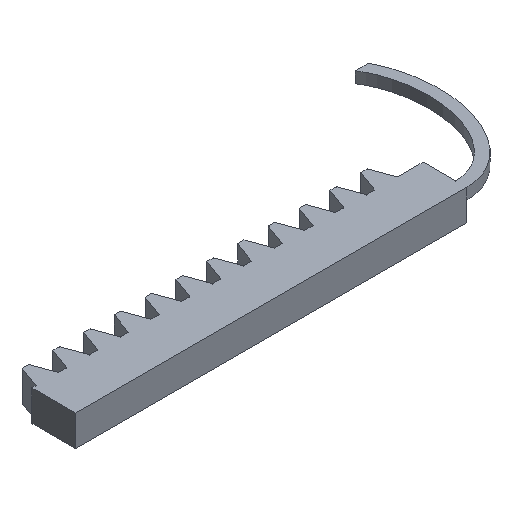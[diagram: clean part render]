
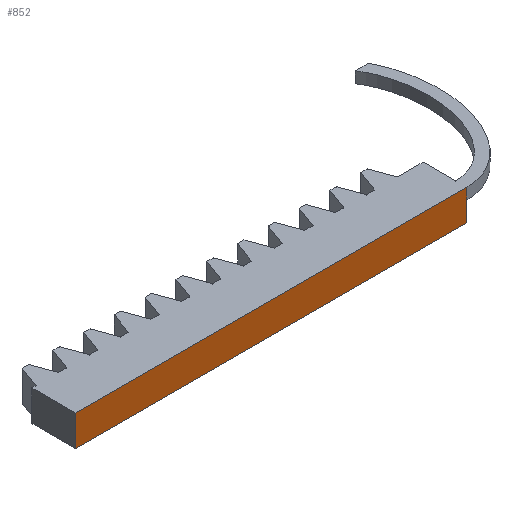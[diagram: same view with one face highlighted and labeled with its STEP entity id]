
A CAD part, isometric view. The second image highlights one B-rep face of the part: STEP entity #852.
In plain terms, the highlighted planar face has unit normal (0, -1, 0).
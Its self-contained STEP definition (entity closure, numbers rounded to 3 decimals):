
#63 = CARTESIAN_POINT ( 'NONE',  ( 33., 0., 0. ) ) ;
#100 = LINE ( 'NONE', #695, #171 ) ;
#130 = EDGE_CURVE ( 'NONE', #1478, #1258, #1596, .T. ) ;
#151 = EDGE_CURVE ( 'NONE', #1478, #532, #1741, .T. ) ;
#171 = VECTOR ( 'NONE', #542, 1000. ) ;
#186 = DIRECTION ( 'NONE',  ( -1., 0., 0. ) ) ;
#199 = DIRECTION ( 'NONE',  ( 0., 0., 1. ) ) ;
#204 = DIRECTION ( 'NONE',  ( 0., 0., -1. ) ) ;
#213 = EDGE_LOOP ( 'NONE', ( #981, #1460, #1167, #1494, #940 ) ) ;
#269 = AXIS2_PLACEMENT_3D ( 'NONE', #833, #1129, #204 ) ;
#491 = CARTESIAN_POINT ( 'NONE',  ( 102.842, 0., -18.313 ) ) ;
#532 = VERTEX_POINT ( 'NONE', #1130 ) ;
#542 = DIRECTION ( 'NONE',  ( 0., 0., 1. ) ) ;
#623 = CARTESIAN_POINT ( 'NONE',  ( 0., 0., 0. ) ) ;
#637 = DIRECTION ( 'NONE',  ( 1., 0., 0. ) ) ;
#695 = CARTESIAN_POINT ( 'NONE',  ( 102.842, 0., -2. ) ) ;
#807 = VERTEX_POINT ( 'NONE', #914 ) ;
#833 = CARTESIAN_POINT ( 'NONE',  ( 0., 0., -10. ) ) ;
#852 = ADVANCED_FACE ( 'NONE', ( #1746 ), #1164, .T. ) ;
#864 = CARTESIAN_POINT ( 'NONE',  ( 33., 0., -10. ) ) ;
#914 = CARTESIAN_POINT ( 'NONE',  ( 102.842, 0., 0. ) ) ;
#940 = ORIENTED_EDGE ( 'NONE', *, *, #961, .T. ) ;
#961 = EDGE_CURVE ( 'NONE', #1258, #807, #100, .T. ) ;
#981 = ORIENTED_EDGE ( 'NONE', *, *, #1253, .F. ) ;
#1008 = VECTOR ( 'NONE', #186, 1000. ) ;
#1023 = EDGE_CURVE ( 'NONE', #1545, #532, #1983, .T. ) ;
#1045 = DIRECTION ( 'NONE',  ( 0., 0., -1. ) ) ;
#1129 = DIRECTION ( 'NONE',  ( 0., -1., 0. ) ) ;
#1130 = CARTESIAN_POINT ( 'NONE',  ( 33., 0., -5.5 ) ) ;
#1164 = PLANE ( 'NONE',  #269 ) ;
#1167 = ORIENTED_EDGE ( 'NONE', *, *, #151, .F. ) ;
#1232 = VECTOR ( 'NONE', #199, 1000. ) ;
#1253 = EDGE_CURVE ( 'NONE', #1545, #807, #1406, .T. ) ;
#1258 = VERTEX_POINT ( 'NONE', #1724 ) ;
#1406 = LINE ( 'NONE', #623, #1980 ) ;
#1460 = ORIENTED_EDGE ( 'NONE', *, *, #1023, .T. ) ;
#1478 = VERTEX_POINT ( 'NONE', #1769 ) ;
#1494 = ORIENTED_EDGE ( 'NONE', *, *, #130, .T. ) ;
#1545 = VERTEX_POINT ( 'NONE', #63 ) ;
#1586 = CARTESIAN_POINT ( 'NONE',  ( 102.842, 0., -5.5 ) ) ;
#1596 = LINE ( 'NONE', #491, #1232 ) ;
#1724 = CARTESIAN_POINT ( 'NONE',  ( 102.842, 0., -2. ) ) ;
#1741 = LINE ( 'NONE', #1586, #1008 ) ;
#1746 = FACE_OUTER_BOUND ( 'NONE', #213, .T. ) ;
#1769 = CARTESIAN_POINT ( 'NONE',  ( 102.842, 0., -5.5 ) ) ;
#1823 = VECTOR ( 'NONE', #1045, 1000. ) ;
#1980 = VECTOR ( 'NONE', #637, 1000. ) ;
#1983 = LINE ( 'NONE', #864, #1823 ) ;
